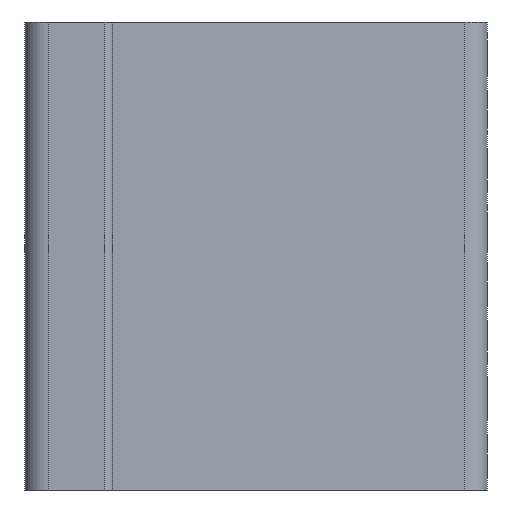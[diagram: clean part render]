
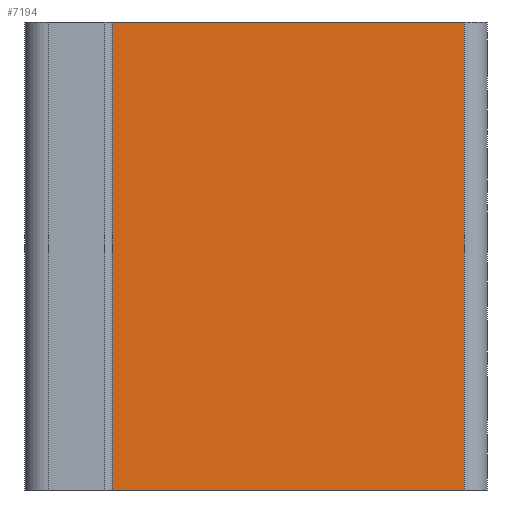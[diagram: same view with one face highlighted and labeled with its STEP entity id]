
A CAD part, left-side view. The second image highlights one B-rep face of the part: STEP entity #7194.
In plain terms, the highlighted planar face has unit normal (-0.999, -0.035, 0).
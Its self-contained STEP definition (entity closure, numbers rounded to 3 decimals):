
#44 = PLANE('',#45);
#45 = AXIS2_PLACEMENT_3D('',#46,#47,#48);
#46 = CARTESIAN_POINT('',(47.448,-40.454,-40.));
#47 = DIRECTION('',(0.,0.,1.));
#48 = DIRECTION('',(1.,0.,0.));
#100 = PLANE('',#101);
#101 = AXIS2_PLACEMENT_3D('',#102,#103,#104);
#102 = CARTESIAN_POINT('',(47.448,-40.454,40.));
#103 = DIRECTION('',(0.,0.,1.));
#104 = DIRECTION('',(1.,0.,0.));
#313 = VERTEX_POINT('',#314);
#314 = CARTESIAN_POINT('',(37.045,-4.303,-40.));
#333 = CYLINDRICAL_SURFACE('',#334,1.35);
#334 = AXIS2_PLACEMENT_3D('',#335,#336,#337);
#335 = CARTESIAN_POINT('',(35.696,-4.35,-40.));
#336 = DIRECTION('',(0.,0.,1.));
#337 = DIRECTION('',(0.,1.,0.));
#345 = EDGE_CURVE('',#346,#313,#348,.T.);
#346 = VERTEX_POINT('',#347);
#347 = CARTESIAN_POINT('',(39.519,-75.14,-40.));
#348 = SURFACE_CURVE('',#349,(#353,#360),.PCURVE_S1.);
#349 = LINE('',#350,#351);
#350 = CARTESIAN_POINT('',(39.654,-79.,-40.));
#351 = VECTOR('',#352,1.);
#352 = DIRECTION('',(-0.035,0.999,0.));
#353 = PCURVE('',#44,#354);
#354 = DEFINITIONAL_REPRESENTATION('',(#355),#359);
#355 = LINE('',#356,#357);
#356 = CARTESIAN_POINT('',(-7.794,-38.546));
#357 = VECTOR('',#358,1.);
#358 = DIRECTION('',(-0.035,0.999));
#359 = ( GEOMETRIC_REPRESENTATION_CONTEXT(2) 
PARAMETRIC_REPRESENTATION_CONTEXT() REPRESENTATION_CONTEXT('2D SPACE',''
  ) );
#360 = PCURVE('',#361,#366);
#361 = PLANE('',#362);
#362 = AXIS2_PLACEMENT_3D('',#363,#364,#365);
#363 = CARTESIAN_POINT('',(39.654,-79.,-40.));
#364 = DIRECTION('',(-0.999,-0.035,0.));
#365 = DIRECTION('',(-0.035,0.999,0.));
#366 = DEFINITIONAL_REPRESENTATION('',(#367),#371);
#367 = LINE('',#368,#369);
#368 = CARTESIAN_POINT('',(0.,0.));
#369 = VECTOR('',#370,1.);
#370 = DIRECTION('',(1.,0.));
#371 = ( GEOMETRIC_REPRESENTATION_CONTEXT(2) 
PARAMETRIC_REPRESENTATION_CONTEXT() REPRESENTATION_CONTEXT('2D SPACE',''
  ) );
#394 = CYLINDRICAL_SURFACE('',#395,4.);
#395 = AXIS2_PLACEMENT_3D('',#396,#397,#398);
#396 = CARTESIAN_POINT('',(43.517,-75.,-40.));
#397 = DIRECTION('',(0.,0.,1.));
#398 = DIRECTION('',(0.,-1.,0.));
#1049 = VERTEX_POINT('',#1050);
#1050 = CARTESIAN_POINT('',(37.045,-4.303,40.));
#1076 = EDGE_CURVE('',#1077,#1049,#1079,.T.);
#1077 = VERTEX_POINT('',#1078);
#1078 = CARTESIAN_POINT('',(39.519,-75.14,40.));
#1079 = SURFACE_CURVE('',#1080,(#1084,#1091),.PCURVE_S1.);
#1080 = LINE('',#1081,#1082);
#1081 = CARTESIAN_POINT('',(39.654,-79.,40.));
#1082 = VECTOR('',#1083,1.);
#1083 = DIRECTION('',(-0.035,0.999,0.));
#1084 = PCURVE('',#100,#1085);
#1085 = DEFINITIONAL_REPRESENTATION('',(#1086),#1090);
#1086 = LINE('',#1087,#1088);
#1087 = CARTESIAN_POINT('',(-7.794,-38.546));
#1088 = VECTOR('',#1089,1.);
#1089 = DIRECTION('',(-0.035,0.999));
#1090 = ( GEOMETRIC_REPRESENTATION_CONTEXT(2) 
PARAMETRIC_REPRESENTATION_CONTEXT() REPRESENTATION_CONTEXT('2D SPACE',''
  ) );
#1091 = PCURVE('',#361,#1092);
#1092 = DEFINITIONAL_REPRESENTATION('',(#1093),#1097);
#1093 = LINE('',#1094,#1095);
#1094 = CARTESIAN_POINT('',(0.,-80.));
#1095 = VECTOR('',#1096,1.);
#1096 = DIRECTION('',(1.,0.));
#1097 = ( GEOMETRIC_REPRESENTATION_CONTEXT(2) 
PARAMETRIC_REPRESENTATION_CONTEXT() REPRESENTATION_CONTEXT('2D SPACE',''
  ) );
#7145 = EDGE_CURVE('',#313,#1049,#7146,.T.);
#7146 = SURFACE_CURVE('',#7147,(#7151,#7158),.PCURVE_S1.);
#7147 = LINE('',#7148,#7149);
#7148 = CARTESIAN_POINT('',(37.045,-4.303,-40.));
#7149 = VECTOR('',#7150,1.);
#7150 = DIRECTION('',(0.,0.,1.));
#7151 = PCURVE('',#333,#7152);
#7152 = DEFINITIONAL_REPRESENTATION('',(#7153),#7157);
#7153 = LINE('',#7154,#7155);
#7154 = CARTESIAN_POINT('',(-1.536,0.));
#7155 = VECTOR('',#7156,1.);
#7156 = DIRECTION('',(-0.,1.));
#7157 = ( GEOMETRIC_REPRESENTATION_CONTEXT(2) 
PARAMETRIC_REPRESENTATION_CONTEXT() REPRESENTATION_CONTEXT('2D SPACE',''
  ) );
#7158 = PCURVE('',#361,#7159);
#7159 = DEFINITIONAL_REPRESENTATION('',(#7160),#7164);
#7160 = LINE('',#7161,#7162);
#7161 = CARTESIAN_POINT('',(74.743,0.));
#7162 = VECTOR('',#7163,1.);
#7163 = DIRECTION('',(0.,-1.));
#7164 = ( GEOMETRIC_REPRESENTATION_CONTEXT(2) 
PARAMETRIC_REPRESENTATION_CONTEXT() REPRESENTATION_CONTEXT('2D SPACE',''
  ) );
#7194 = ADVANCED_FACE('',(#7195),#361,.T.);
#7195 = FACE_BOUND('',#7196,.T.);
#7196 = EDGE_LOOP('',(#7197,#7198,#7219,#7220));
#7197 = ORIENTED_EDGE('',*,*,#345,.F.);
#7198 = ORIENTED_EDGE('',*,*,#7199,.T.);
#7199 = EDGE_CURVE('',#346,#1077,#7200,.T.);
#7200 = SURFACE_CURVE('',#7201,(#7205,#7212),.PCURVE_S1.);
#7201 = LINE('',#7202,#7203);
#7202 = CARTESIAN_POINT('',(39.519,-75.14,-40.));
#7203 = VECTOR('',#7204,1.);
#7204 = DIRECTION('',(0.,0.,1.));
#7205 = PCURVE('',#361,#7206);
#7206 = DEFINITIONAL_REPRESENTATION('',(#7207),#7211);
#7207 = LINE('',#7208,#7209);
#7208 = CARTESIAN_POINT('',(3.863,0.));
#7209 = VECTOR('',#7210,1.);
#7210 = DIRECTION('',(0.,-1.));
#7211 = ( GEOMETRIC_REPRESENTATION_CONTEXT(2) 
PARAMETRIC_REPRESENTATION_CONTEXT() REPRESENTATION_CONTEXT('2D SPACE',''
  ) );
#7212 = PCURVE('',#394,#7213);
#7213 = DEFINITIONAL_REPRESENTATION('',(#7214),#7218);
#7214 = LINE('',#7215,#7216);
#7215 = CARTESIAN_POINT('',(-1.536,0.));
#7216 = VECTOR('',#7217,1.);
#7217 = DIRECTION('',(-0.,1.));
#7218 = ( GEOMETRIC_REPRESENTATION_CONTEXT(2) 
PARAMETRIC_REPRESENTATION_CONTEXT() REPRESENTATION_CONTEXT('2D SPACE',''
  ) );
#7219 = ORIENTED_EDGE('',*,*,#1076,.T.);
#7220 = ORIENTED_EDGE('',*,*,#7145,.F.);
